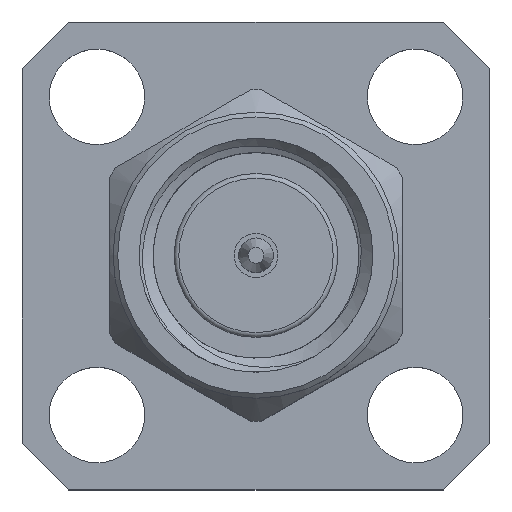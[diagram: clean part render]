
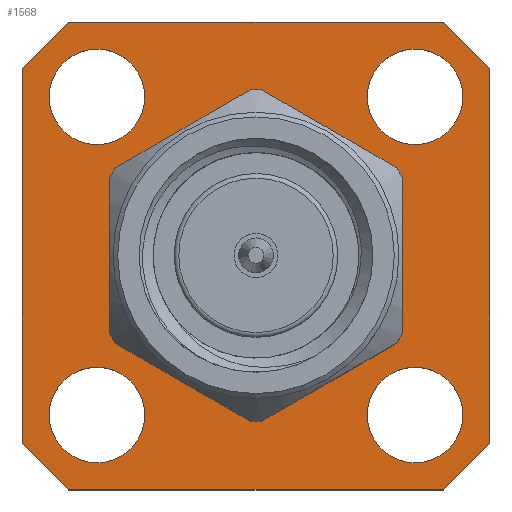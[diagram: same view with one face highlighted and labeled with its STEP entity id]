
A CAD part, top view. The second image highlights one B-rep face of the part: STEP entity #1568.
In plain terms, the highlighted planar face has unit normal (0, 0, 1).
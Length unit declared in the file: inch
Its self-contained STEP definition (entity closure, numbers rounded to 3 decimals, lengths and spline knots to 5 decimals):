
#4 = VERTEX_POINT ( 'NONE', #1217 ) ;
#24 = CARTESIAN_POINT ( 'NONE',  ( -0.2, -0.25, 0.023 ) ) ;
#41 = LINE ( 'NONE', #2697, #1000 ) ;
#61 = AXIS2_PLACEMENT_3D ( 'NONE', #2061, #889, #1872 ) ;
#126 = CARTESIAN_POINT ( 'NONE',  ( 0., 0., 0.023 ) ) ;
#140 = CARTESIAN_POINT ( 'NONE',  ( -0.2, 0.25, 0.023 ) ) ;
#157 = DIRECTION ( 'NONE',  ( -0.707, -0.707, 0. ) ) ;
#169 = ORIENTED_EDGE ( 'NONE', *, *, #1021, .F. ) ;
#202 = CARTESIAN_POINT ( 'NONE',  ( 0.2, -0.25, 0.023 ) ) ;
#208 = FACE_BOUND ( 'NONE', #2972, .T. ) ;
#225 = EDGE_LOOP ( 'NONE', ( #169 ) ) ;
#230 = DIRECTION ( 'NONE',  ( 0.707, -0.707, 0. ) ) ;
#250 = ORIENTED_EDGE ( 'NONE', *, *, #2051, .T. ) ;
#328 = CARTESIAN_POINT ( 'NONE',  ( -0.119, -0.17, 0.023 ) ) ;
#353 = ORIENTED_EDGE ( 'NONE', *, *, #1331, .T. ) ;
#377 = EDGE_CURVE ( 'NONE', #481, #1658, #1745, .T. ) ;
#434 = DIRECTION ( 'NONE',  ( 0.707, 0.707, 0. ) ) ;
#460 = VECTOR ( 'NONE', #2649, 39.37008 ) ;
#481 = VERTEX_POINT ( 'NONE', #140 ) ;
#483 = FACE_BOUND ( 'NONE', #225, .T. ) ;
#549 = VECTOR ( 'NONE', #2576, 39.37008 ) ;
#551 = DIRECTION ( 'NONE',  ( 1., 0., 0. ) ) ;
#561 = CARTESIAN_POINT ( 'NONE',  ( -0.25, -0.2, 0.023 ) ) ;
#575 = EDGE_CURVE ( 'NONE', #1264, #1264, #1349, .T. ) ;
#608 = ORIENTED_EDGE ( 'NONE', *, *, #1212, .T. ) ;
#635 = DIRECTION ( 'NONE',  ( 0., 0., 1. ) ) ;
#650 = AXIS2_PLACEMENT_3D ( 'NONE', #2540, #635, #2305 ) ;
#666 = CARTESIAN_POINT ( 'NONE',  ( 0., 0., 0.023 ) ) ;
#683 = EDGE_CURVE ( 'NONE', #481, #4, #1386, .T. ) ;
#684 = DIRECTION ( 'NONE',  ( 0., -1., 0. ) ) ;
#696 = ORIENTED_EDGE ( 'NONE', *, *, #1690, .T. ) ;
#712 = FACE_BOUND ( 'NONE', #1312, .T. ) ;
#772 = CARTESIAN_POINT ( 'NONE',  ( 0.221, 0.17, 0.023 ) ) ;
#796 = CARTESIAN_POINT ( 'NONE',  ( -0.17, 0.17, 0.023 ) ) ;
#805 = EDGE_CURVE ( 'NONE', #1802, #1802, #1044, .T. ) ;
#820 = CARTESIAN_POINT ( 'NONE',  ( -0.119, 0.17, 0.023 ) ) ;
#845 = VECTOR ( 'NONE', #1981, 39.37008 ) ;
#879 = DIRECTION ( 'NONE',  ( 0., -1., 0. ) ) ;
#889 = DIRECTION ( 'NONE',  ( 0., 0., 1. ) ) ;
#896 = FACE_OUTER_BOUND ( 'NONE', #1133, .T. ) ;
#932 = PLANE ( 'NONE',  #1822 ) ;
#955 = VECTOR ( 'NONE', #879, 39.37008 ) ;
#963 = FACE_BOUND ( 'NONE', #1168, .T. ) ;
#1000 = VECTOR ( 'NONE', #551, 39.37008 ) ;
#1020 = DIRECTION ( 'NONE',  ( 1., 0., 0. ) ) ;
#1021 = EDGE_CURVE ( 'NONE', #1504, #1504, #2828, .T. ) ;
#1044 = CIRCLE ( 'NONE', #1198, 0.051 ) ;
#1072 = DIRECTION ( 'NONE',  ( 0., 0., -1. ) ) ;
#1098 = CARTESIAN_POINT ( 'NONE',  ( 0.25, 0.2, 0.023 ) ) ;
#1133 = EDGE_LOOP ( 'NONE', ( #353, #2593, #696, #2741, #2744, #1662, #3060, #608 ) ) ;
#1168 = EDGE_LOOP ( 'NONE', ( #250 ) ) ;
#1187 = DIRECTION ( 'NONE',  ( 0., 0., -1. ) ) ;
#1198 = AXIS2_PLACEMENT_3D ( 'NONE', #1712, #2676, #1020 ) ;
#1212 = EDGE_CURVE ( 'NONE', #2458, #2308, #1406, .T. ) ;
#1217 = CARTESIAN_POINT ( 'NONE',  ( 0.2, 0.25, 0.023 ) ) ;
#1249 = VERTEX_POINT ( 'NONE', #2156 ) ;
#1264 = VERTEX_POINT ( 'NONE', #820 ) ;
#1295 = AXIS2_PLACEMENT_3D ( 'NONE', #796, #1370, #2395 ) ;
#1312 = EDGE_LOOP ( 'NONE', ( #1756 ) ) ;
#1331 = EDGE_CURVE ( 'NONE', #2308, #1736, #41, .T. ) ;
#1349 = CIRCLE ( 'NONE', #1295, 0.051 ) ;
#1370 = DIRECTION ( 'NONE',  ( 0., 0., 1. ) ) ;
#1386 = LINE ( 'NONE', #2381, #460 ) ;
#1406 = LINE ( 'NONE', #2385, #2421 ) ;
#1413 = EDGE_CURVE ( 'NONE', #1658, #2458, #2767, .T. ) ;
#1504 = VERTEX_POINT ( 'NONE', #772 ) ;
#1508 = CIRCLE ( 'NONE', #1929, 0.125 ) ;
#1568 = ADVANCED_FACE ( 'NONE', ( #208, #712, #2123, #483, #963, #896 ), #932, .F. ) ;
#1658 = VERTEX_POINT ( 'NONE', #2906 ) ;
#1662 = ORIENTED_EDGE ( 'NONE', *, *, #377, .T. ) ;
#1690 = EDGE_CURVE ( 'NONE', #2776, #1249, #2917, .T. ) ;
#1712 = CARTESIAN_POINT ( 'NONE',  ( 0.17, -0.17, 0.023 ) ) ;
#1736 = VERTEX_POINT ( 'NONE', #202 ) ;
#1745 = LINE ( 'NONE', #2262, #2465 ) ;
#1753 = VERTEX_POINT ( 'NONE', #328 ) ;
#1756 = ORIENTED_EDGE ( 'NONE', *, *, #2185, .F. ) ;
#1759 = CARTESIAN_POINT ( 'NONE',  ( 0.25, -0.25, 0.023 ) ) ;
#1802 = VERTEX_POINT ( 'NONE', #2957 ) ;
#1818 = CARTESIAN_POINT ( 'NONE',  ( -0.125, 0., 0.023 ) ) ;
#1822 = AXIS2_PLACEMENT_3D ( 'NONE', #666, #1187, #684 ) ;
#1872 = DIRECTION ( 'NONE',  ( 1., 0., 0. ) ) ;
#1929 = AXIS2_PLACEMENT_3D ( 'NONE', #126, #1072, #3013 ) ;
#1981 = DIRECTION ( 'NONE',  ( 0., 1., 0. ) ) ;
#2051 = EDGE_CURVE ( 'NONE', #2526, #2526, #1508, .T. ) ;
#2061 = CARTESIAN_POINT ( 'NONE',  ( -0.17, -0.17, 0.023 ) ) ;
#2123 = FACE_BOUND ( 'NONE', #2797, .T. ) ;
#2156 = CARTESIAN_POINT ( 'NONE',  ( 0.25, 0.2, 0.023 ) ) ;
#2185 = EDGE_CURVE ( 'NONE', #1753, #1753, #3093, .T. ) ;
#2262 = CARTESIAN_POINT ( 'NONE',  ( -0.2, 0.25, 0.023 ) ) ;
#2305 = DIRECTION ( 'NONE',  ( 1., 0., 0. ) ) ;
#2308 = VERTEX_POINT ( 'NONE', #24 ) ;
#2336 = CARTESIAN_POINT ( 'NONE',  ( -0.25, 0.25, 0.023 ) ) ;
#2381 = CARTESIAN_POINT ( 'NONE',  ( 0., 0.25, 0.023 ) ) ;
#2385 = CARTESIAN_POINT ( 'NONE',  ( -0.25, -0.2, 0.023 ) ) ;
#2395 = DIRECTION ( 'NONE',  ( 1., 0., 0. ) ) ;
#2421 = VECTOR ( 'NONE', #230, 39.37008 ) ;
#2458 = VERTEX_POINT ( 'NONE', #561 ) ;
#2465 = VECTOR ( 'NONE', #157, 39.37008 ) ;
#2498 = EDGE_CURVE ( 'NONE', #1249, #4, #2798, .T. ) ;
#2526 = VERTEX_POINT ( 'NONE', #1818 ) ;
#2540 = CARTESIAN_POINT ( 'NONE',  ( 0.17, 0.17, 0.023 ) ) ;
#2576 = DIRECTION ( 'NONE',  ( -0.707, 0.707, 0. ) ) ;
#2593 = ORIENTED_EDGE ( 'NONE', *, *, #2877, .T. ) ;
#2649 = DIRECTION ( 'NONE',  ( 1., 0., 0. ) ) ;
#2676 = DIRECTION ( 'NONE',  ( 0., 0., 1. ) ) ;
#2697 = CARTESIAN_POINT ( 'NONE',  ( -0.25, -0.25, 0.023 ) ) ;
#2741 = ORIENTED_EDGE ( 'NONE', *, *, #2498, .T. ) ;
#2744 = ORIENTED_EDGE ( 'NONE', *, *, #683, .F. ) ;
#2767 = LINE ( 'NONE', #2336, #955 ) ;
#2776 = VERTEX_POINT ( 'NONE', #2954 ) ;
#2783 = VECTOR ( 'NONE', #434, 39.37008 ) ;
#2797 = EDGE_LOOP ( 'NONE', ( #3092 ) ) ;
#2798 = LINE ( 'NONE', #1098, #549 ) ;
#2828 = CIRCLE ( 'NONE', #650, 0.051 ) ;
#2877 = EDGE_CURVE ( 'NONE', #1736, #2776, #3095, .T. ) ;
#2906 = CARTESIAN_POINT ( 'NONE',  ( -0.25, 0.2, 0.023 ) ) ;
#2917 = LINE ( 'NONE', #1759, #845 ) ;
#2954 = CARTESIAN_POINT ( 'NONE',  ( 0.25, -0.2, 0.023 ) ) ;
#2957 = CARTESIAN_POINT ( 'NONE',  ( 0.221, -0.17, 0.023 ) ) ;
#2972 = EDGE_LOOP ( 'NONE', ( #3037 ) ) ;
#3013 = DIRECTION ( 'NONE',  ( -1., 0., 0. ) ) ;
#3037 = ORIENTED_EDGE ( 'NONE', *, *, #575, .F. ) ;
#3059 = CARTESIAN_POINT ( 'NONE',  ( 0.2, -0.25, 0.023 ) ) ;
#3060 = ORIENTED_EDGE ( 'NONE', *, *, #1413, .T. ) ;
#3092 = ORIENTED_EDGE ( 'NONE', *, *, #805, .F. ) ;
#3093 = CIRCLE ( 'NONE', #61, 0.051 ) ;
#3095 = LINE ( 'NONE', #3059, #2783 ) ;
